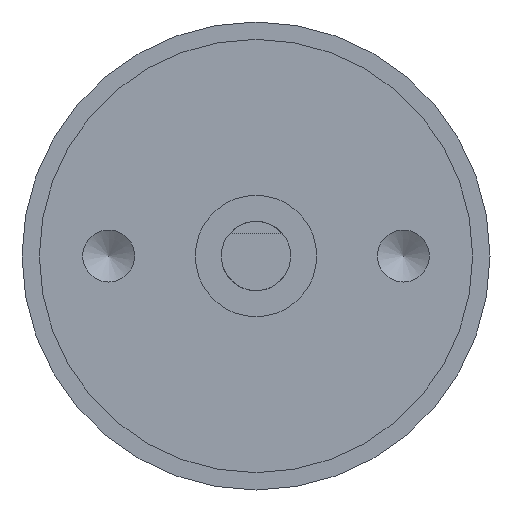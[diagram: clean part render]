
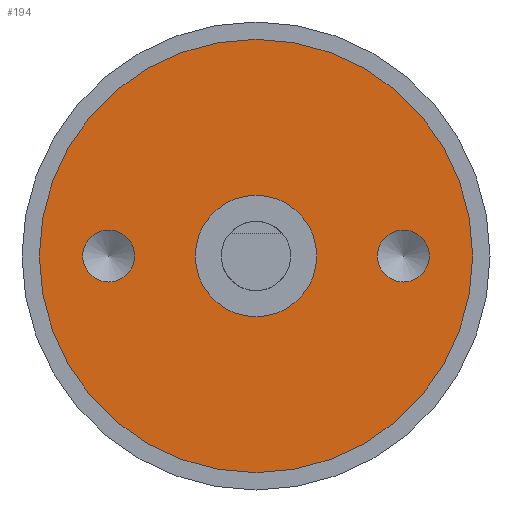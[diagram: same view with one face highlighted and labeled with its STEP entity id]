
A CAD part, front view. The second image highlights one B-rep face of the part: STEP entity #194.
In plain terms, the highlighted planar face has unit normal (0, -1, 0).
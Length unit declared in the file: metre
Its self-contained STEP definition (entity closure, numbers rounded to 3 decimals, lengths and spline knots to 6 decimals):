
#194 = ADVANCED_FACE( '', ( #331, #332, #333, #334 ), #335, .T. );
#331 = FACE_BOUND( '', #477, .T. );
#332 = FACE_BOUND( '', #478, .T. );
#333 = FACE_BOUND( '', #479, .T. );
#334 = FACE_OUTER_BOUND( '', #480, .T. );
#335 = PLANE( '', #481 );
#477 = EDGE_LOOP( '', ( #646 ) );
#478 = EDGE_LOOP( '', ( #647 ) );
#479 = EDGE_LOOP( '', ( #648 ) );
#480 = EDGE_LOOP( '', ( #649 ) );
#481 = AXIS2_PLACEMENT_3D( '', #650, #651, #652 );
#646 = ORIENTED_EDGE( '', *, *, #795, .F. );
#647 = ORIENTED_EDGE( '', *, *, #798, .F. );
#648 = ORIENTED_EDGE( '', *, *, #811, .F. );
#649 = ORIENTED_EDGE( '', *, *, #812, .T. );
#650 = CARTESIAN_POINT( '', ( 0., -0.0518, 0. ) );
#651 = DIRECTION( '', ( 0., -1., 0. ) );
#652 = DIRECTION( '', ( 1., 0., 0. ) );
#795 = EDGE_CURVE( '', #897, #897, #898, .T. );
#798 = EDGE_CURVE( '', #901, #901, #902, .T. );
#811 = EDGE_CURVE( '', #923, #923, #924, .T. );
#812 = EDGE_CURVE( '', #925, #925, #926, .T. );
#897 = VERTEX_POINT( '', #1027 );
#898 = CIRCLE( '', #1028, 0.0015 );
#901 = VERTEX_POINT( '', #1031 );
#902 = CIRCLE( '', #1032, 0.0015 );
#923 = VERTEX_POINT( '', #1057 );
#924 = CIRCLE( '', #1058, 0.0035 );
#925 = VERTEX_POINT( '', #1059 );
#926 = CIRCLE( '', #1060, 0.0125 );
#1027 = CARTESIAN_POINT( '', ( 0.0085, -0.0518, -0.0015 ) );
#1028 = AXIS2_PLACEMENT_3D( '', #1132, #1133, #1134 );
#1031 = CARTESIAN_POINT( '', ( -0.0085, -0.0518, -0.0015 ) );
#1032 = AXIS2_PLACEMENT_3D( '', #1138, #1139, #1140 );
#1057 = CARTESIAN_POINT( '', ( 0.0035, -0.0518, 0. ) );
#1058 = AXIS2_PLACEMENT_3D( '', #1166, #1167, #1168 );
#1059 = CARTESIAN_POINT( '', ( 0.0125, -0.0518, 0. ) );
#1060 = AXIS2_PLACEMENT_3D( '', #1169, #1170, #1171 );
#1132 = CARTESIAN_POINT( '', ( 0.0085, -0.0518, 0. ) );
#1133 = DIRECTION( '', ( 0., -1., 0. ) );
#1134 = DIRECTION( '', ( 0., 0., -1. ) );
#1138 = CARTESIAN_POINT( '', ( -0.0085, -0.0518, 0. ) );
#1139 = DIRECTION( '', ( 0., -1., 0. ) );
#1140 = DIRECTION( '', ( 0., 0., -1. ) );
#1166 = CARTESIAN_POINT( '', ( 0., -0.0518, 0. ) );
#1167 = DIRECTION( '', ( 0., -1., 0. ) );
#1168 = DIRECTION( '', ( 1., 0., 0. ) );
#1169 = CARTESIAN_POINT( '', ( 0., -0.0518, 0. ) );
#1170 = DIRECTION( '', ( 0., -1., 0. ) );
#1171 = DIRECTION( '', ( 1., 0., 0. ) );
